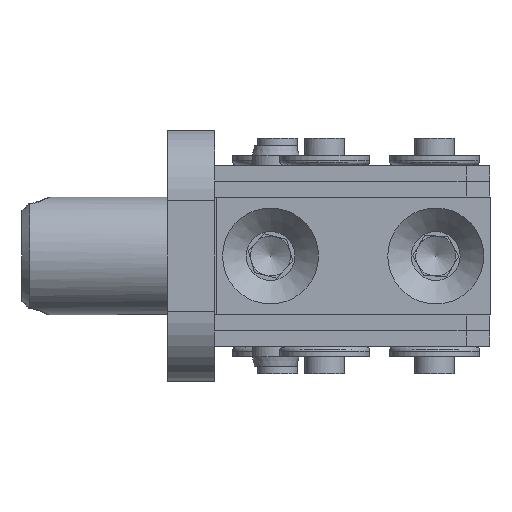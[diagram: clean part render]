
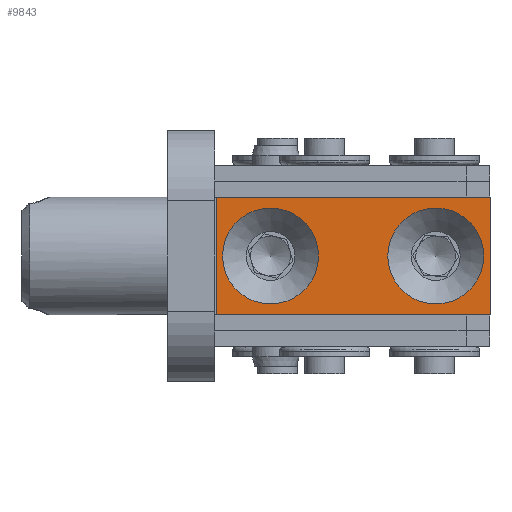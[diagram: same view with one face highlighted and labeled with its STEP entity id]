
A CAD part, left-side view. The second image highlights one B-rep face of the part: STEP entity #9843.
In plain terms, the highlighted planar face has unit normal (-1, 0, 0).
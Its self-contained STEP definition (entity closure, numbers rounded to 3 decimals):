
#729 = VERTEX_POINT ( 'NONE', #12678 ) ;
#1178 = VERTEX_POINT ( 'NONE', #13250 ) ;
#1539 = DIRECTION ( 'NONE',  ( 0., 0., 1. ) ) ;
#1646 = DIRECTION ( 'NONE',  ( 0., -1., 0. ) ) ;
#1669 = DIRECTION ( 'NONE',  ( 0., 0., 1. ) ) ;
#1912 = LINE ( 'NONE', #6446, #17342 ) ;
#2024 = VECTOR ( 'NONE', #11346, 1000. ) ;
#2235 = EDGE_CURVE ( 'NONE', #30026, #12200, #19954, .T. ) ;
#2482 = DIRECTION ( 'NONE',  ( 0., -1., 0. ) ) ;
#2691 = VECTOR ( 'NONE', #11382, 1000. ) ;
#3459 = CARTESIAN_POINT ( 'NONE',  ( -59.131, -195.5, -4.585 ) ) ;
#3477 = CARTESIAN_POINT ( 'NONE',  ( -59.131, -195.5, -4.585 ) ) ;
#3562 = CIRCLE ( 'NONE', #4984, 6.1 ) ;
#3792 = PLANE ( 'NONE',  #14627 ) ;
#3882 = CARTESIAN_POINT ( 'NONE',  ( -59.131, -175.7, -4.585 ) ) ;
#4046 = LINE ( 'NONE', #6780, #2024 ) ;
#4232 = VERTEX_POINT ( 'NONE', #11733 ) ;
#4249 = AXIS2_PLACEMENT_3D ( 'NONE', #27360, #20531, #20208 ) ;
#4496 = CARTESIAN_POINT ( 'NONE',  ( -59.131, -175.7, -6.385 ) ) ;
#4792 = DIRECTION ( 'NONE',  ( -1., 0., 0. ) ) ;
#4899 = DIRECTION ( 'NONE',  ( 0., 0., -1. ) ) ;
#4984 = AXIS2_PLACEMENT_3D ( 'NONE', #9496, #4792, #23376 ) ;
#5347 = CARTESIAN_POINT ( 'NONE',  ( -59.131, -195.5, 2.865 ) ) ;
#5582 = LINE ( 'NONE', #3477, #6296 ) ;
#5732 = VECTOR ( 'NONE', #6370, 1000. ) ;
#5853 = ORIENTED_EDGE ( 'NONE', *, *, #23166, .F. ) ;
#5908 = CARTESIAN_POINT ( 'NONE',  ( -59.131, -203., 10.315 ) ) ;
#6046 = FACE_OUTER_BOUND ( 'NONE', #22768, .T. ) ;
#6180 = ORIENTED_EDGE ( 'NONE', *, *, #9581, .T. ) ;
#6296 = VECTOR ( 'NONE', #1669, 1000. ) ;
#6370 = DIRECTION ( 'NONE',  ( 0., 0., 1. ) ) ;
#6446 = CARTESIAN_POINT ( 'NONE',  ( -59.131, -195.5, -4.585 ) ) ;
#6456 = EDGE_CURVE ( 'NONE', #27094, #20120, #26947, .T. ) ;
#6687 = ORIENTED_EDGE ( 'NONE', *, *, #26383, .T. ) ;
#6780 = CARTESIAN_POINT ( 'NONE',  ( -59.131, -195.5, 12.115 ) ) ;
#6817 = CARTESIAN_POINT ( 'NONE',  ( -59.131, -168.2, -4.585 ) ) ;
#7005 = DIRECTION ( 'NONE',  ( 0., 0., 1. ) ) ;
#8680 = DIRECTION ( 'NONE',  ( 0., 1., 0. ) ) ;
#8792 = LINE ( 'NONE', #22642, #10292 ) ;
#8812 = EDGE_LOOP ( 'NONE', ( #5853 ) ) ;
#8827 = CARTESIAN_POINT ( 'NONE',  ( -59.131, -195.5, -4.585 ) ) ;
#9192 = LINE ( 'NONE', #23347, #12055 ) ;
#9439 = CARTESIAN_POINT ( 'NONE',  ( -59.131, -175.7, 10.315 ) ) ;
#9496 = CARTESIAN_POINT ( 'NONE',  ( -59.131, -175.1, 2.865 ) ) ;
#9581 = EDGE_CURVE ( 'NONE', #20120, #1178, #4046, .T. ) ;
#9773 = ORIENTED_EDGE ( 'NONE', *, *, #24095, .T. ) ;
#9843 = ADVANCED_FACE ( 'NONE', ( #6046, #18123, #15350 ), #3792, .F. ) ;
#9898 = CARTESIAN_POINT ( 'NONE',  ( -59.131, -195.5, 12.115 ) ) ;
#10218 = DIRECTION ( 'NONE',  ( 0., 0., 1. ) ) ;
#10292 = VECTOR ( 'NONE', #1646, 1000. ) ;
#10542 = ORIENTED_EDGE ( 'NONE', *, *, #12080, .F. ) ;
#10943 = DIRECTION ( 'NONE',  ( 0., 1., 0. ) ) ;
#11052 = VERTEX_POINT ( 'NONE', #4496 ) ;
#11317 = DIRECTION ( 'NONE',  ( 0., 1., 0. ) ) ;
#11346 = DIRECTION ( 'NONE',  ( 0., 0., 1. ) ) ;
#11382 = DIRECTION ( 'NONE',  ( 0., 0., -1. ) ) ;
#11733 = CARTESIAN_POINT ( 'NONE',  ( -59.131, -195.5, -6.385 ) ) ;
#11739 = ORIENTED_EDGE ( 'NONE', *, *, #12875, .T. ) ;
#12055 = VECTOR ( 'NONE', #4899, 1000. ) ;
#12080 = EDGE_CURVE ( 'NONE', #19924, #19924, #3562, .T. ) ;
#12200 = VERTEX_POINT ( 'NONE', #25379 ) ;
#12589 = ORIENTED_EDGE ( 'NONE', *, *, #19140, .T. ) ;
#12671 = VERTEX_POINT ( 'NONE', #24555 ) ;
#12678 = CARTESIAN_POINT ( 'NONE',  ( -59.131, -195.5, -4.635 ) ) ;
#12875 = EDGE_CURVE ( 'NONE', #11052, #4232, #8792, .T. ) ;
#13075 = CARTESIAN_POINT ( 'NONE',  ( -59.131, -185.6, 2.865 ) ) ;
#13250 = CARTESIAN_POINT ( 'NONE',  ( -59.131, -195.5, 10.365 ) ) ;
#13529 = ORIENTED_EDGE ( 'NONE', *, *, #6456, .T. ) ;
#13858 = CARTESIAN_POINT ( 'NONE',  ( -59.131, -195.5, 10.315 ) ) ;
#13949 = CIRCLE ( 'NONE', #4249, 6.1 ) ;
#14041 = VERTEX_POINT ( 'NONE', #28219 ) ;
#14214 = ORIENTED_EDGE ( 'NONE', *, *, #21550, .T. ) ;
#14543 = LINE ( 'NONE', #21573, #29593 ) ;
#14590 = EDGE_CURVE ( 'NONE', #18334, #27094, #15716, .T. ) ;
#14627 = AXIS2_PLACEMENT_3D ( 'NONE', #13075, #29384, #1539 ) ;
#14660 = LINE ( 'NONE', #6817, #2691 ) ;
#15350 = FACE_BOUND ( 'NONE', #22560, .T. ) ;
#15716 = LINE ( 'NONE', #20613, #19374 ) ;
#15964 = VECTOR ( 'NONE', #10943, 1000. ) ;
#16942 = EDGE_CURVE ( 'NONE', #4232, #729, #5582, .T. ) ;
#17342 = VECTOR ( 'NONE', #2482, 1000. ) ;
#17496 = CARTESIAN_POINT ( 'NONE',  ( -59.131, -203., -4.585 ) ) ;
#17644 = CARTESIAN_POINT ( 'NONE',  ( -59.131, -195.5, 12.115 ) ) ;
#18120 = LINE ( 'NONE', #8827, #5732 ) ;
#18123 = FACE_BOUND ( 'NONE', #8812, .T. ) ;
#18334 = VERTEX_POINT ( 'NONE', #17496 ) ;
#18966 = LINE ( 'NONE', #21564, #28522 ) ;
#19140 = EDGE_CURVE ( 'NONE', #25581, #12671, #23176, .T. ) ;
#19172 = EDGE_CURVE ( 'NONE', #26966, #18334, #1912, .T. ) ;
#19372 = LINE ( 'NONE', #5347, #23220 ) ;
#19374 = VECTOR ( 'NONE', #7005, 1000. ) ;
#19447 = ORIENTED_EDGE ( 'NONE', *, *, #22630, .T. ) ;
#19924 = VERTEX_POINT ( 'NONE', #27371 ) ;
#19954 = LINE ( 'NONE', #17644, #15964 ) ;
#20120 = VERTEX_POINT ( 'NONE', #13858 ) ;
#20208 = DIRECTION ( 'NONE',  ( 0., 0., 1. ) ) ;
#20445 = ORIENTED_EDGE ( 'NONE', *, *, #2235, .T. ) ;
#20531 = DIRECTION ( 'NONE',  ( -1., 0., 0. ) ) ;
#20538 = VERTEX_POINT ( 'NONE', #21612 ) ;
#20613 = CARTESIAN_POINT ( 'NONE',  ( -59.131, -203., -4.585 ) ) ;
#20814 = CARTESIAN_POINT ( 'NONE',  ( -59.131, -203., 10.315 ) ) ;
#21234 = ORIENTED_EDGE ( 'NONE', *, *, #29395, .T. ) ;
#21550 = EDGE_CURVE ( 'NONE', #729, #26966, #18120, .T. ) ;
#21564 = CARTESIAN_POINT ( 'NONE',  ( -59.131, -175.7, 12.115 ) ) ;
#21573 = CARTESIAN_POINT ( 'NONE',  ( -59.131, -175.7, -4.585 ) ) ;
#21612 = CARTESIAN_POINT ( 'NONE',  ( -59.131, -168.2, -4.585 ) ) ;
#22560 = EDGE_LOOP ( 'NONE', ( #10542 ) ) ;
#22630 = EDGE_CURVE ( 'NONE', #1178, #30026, #19372, .T. ) ;
#22642 = CARTESIAN_POINT ( 'NONE',  ( -59.131, -195.5, -6.385 ) ) ;
#22768 = EDGE_LOOP ( 'NONE', ( #11739, #24183, #14214, #25412, #23358, #13529, #6180, #19447, #20445, #27365, #12589, #6687, #21234, #9773 ) ) ;
#23157 = VECTOR ( 'NONE', #11317, 1000. ) ;
#23166 = EDGE_CURVE ( 'NONE', #14041, #14041, #13949, .T. ) ;
#23176 = LINE ( 'NONE', #25038, #23157 ) ;
#23220 = VECTOR ( 'NONE', #10218, 1000. ) ;
#23347 = CARTESIAN_POINT ( 'NONE',  ( -59.131, -175.7, -4.585 ) ) ;
#23358 = ORIENTED_EDGE ( 'NONE', *, *, #14590, .T. ) ;
#23376 = DIRECTION ( 'NONE',  ( 0., 0., 1. ) ) ;
#24095 = EDGE_CURVE ( 'NONE', #27275, #11052, #9192, .T. ) ;
#24183 = ORIENTED_EDGE ( 'NONE', *, *, #16942, .T. ) ;
#24555 = CARTESIAN_POINT ( 'NONE',  ( -59.131, -168.2, 10.315 ) ) ;
#25038 = CARTESIAN_POINT ( 'NONE',  ( -59.131, -168.2, 10.315 ) ) ;
#25379 = CARTESIAN_POINT ( 'NONE',  ( -59.131, -175.7, 12.115 ) ) ;
#25412 = ORIENTED_EDGE ( 'NONE', *, *, #19172, .T. ) ;
#25581 = VERTEX_POINT ( 'NONE', #9439 ) ;
#26110 = DIRECTION ( 'NONE',  ( 0., 0., -1. ) ) ;
#26119 = DIRECTION ( 'NONE',  ( 0., -1., 0. ) ) ;
#26383 = EDGE_CURVE ( 'NONE', #12671, #20538, #14660, .T. ) ;
#26947 = LINE ( 'NONE', #5908, #29674 ) ;
#26966 = VERTEX_POINT ( 'NONE', #3459 ) ;
#27094 = VERTEX_POINT ( 'NONE', #20814 ) ;
#27275 = VERTEX_POINT ( 'NONE', #3882 ) ;
#27360 = CARTESIAN_POINT ( 'NONE',  ( -59.131, -196.1, 2.865 ) ) ;
#27365 = ORIENTED_EDGE ( 'NONE', *, *, #28227, .T. ) ;
#27371 = CARTESIAN_POINT ( 'NONE',  ( -59.131, -175.1, 8.965 ) ) ;
#28219 = CARTESIAN_POINT ( 'NONE',  ( -59.131, -196.1, 8.965 ) ) ;
#28227 = EDGE_CURVE ( 'NONE', #12200, #25581, #18966, .T. ) ;
#28522 = VECTOR ( 'NONE', #26110, 1000. ) ;
#29384 = DIRECTION ( 'NONE',  ( 1., 0., 0. ) ) ;
#29395 = EDGE_CURVE ( 'NONE', #20538, #27275, #14543, .T. ) ;
#29593 = VECTOR ( 'NONE', #26119, 1000. ) ;
#29674 = VECTOR ( 'NONE', #8680, 1000. ) ;
#30026 = VERTEX_POINT ( 'NONE', #9898 ) ;
